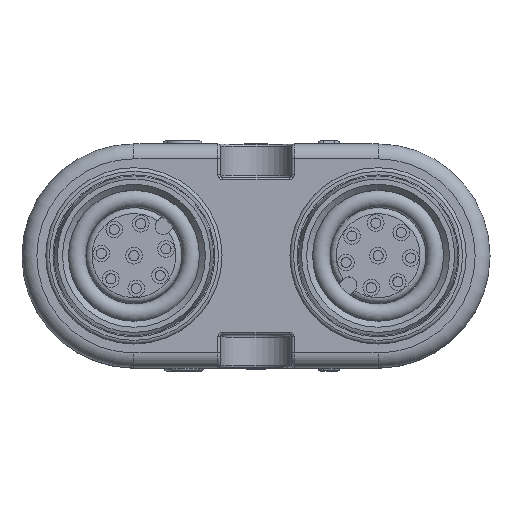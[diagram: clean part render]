
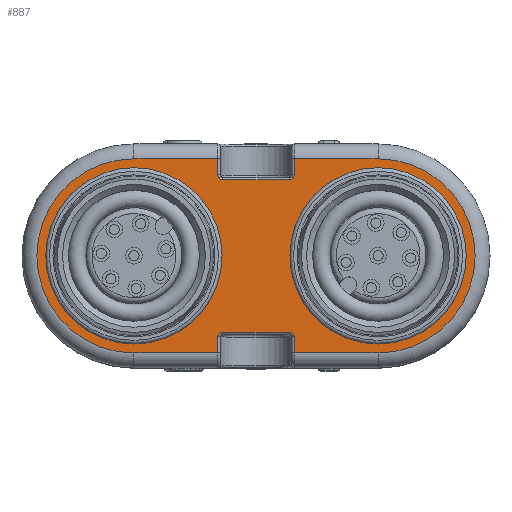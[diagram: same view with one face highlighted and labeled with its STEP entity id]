
A CAD part, top view. The second image highlights one B-rep face of the part: STEP entity #887.
In plain terms, the highlighted planar face has unit normal (0, 0, 1).
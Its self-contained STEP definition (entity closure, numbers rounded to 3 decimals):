
#887=ADVANCED_FACE('',(#1955,#1956,#1957),#1263,.F.);
#1263=PLANE('',#6379);
#1382=LINE('',#9389,#1610);
#1383=LINE('',#9392,#1611);
#1384=LINE('',#9396,#1612);
#1385=LINE('',#9400,#1613);
#1386=LINE('',#9402,#1614);
#1387=LINE('',#9406,#1615);
#1388=LINE('',#9408,#1616);
#1389=LINE('',#9412,#1617);
#1390=LINE('',#9416,#1618);
#1391=LINE('',#9418,#1619);
#1610=VECTOR('',#7405,1.);
#1611=VECTOR('',#7406,1.);
#1612=VECTOR('',#7409,1.);
#1613=VECTOR('',#7412,1.);
#1614=VECTOR('',#7413,1.);
#1615=VECTOR('',#7416,1.);
#1616=VECTOR('',#7417,1.);
#1617=VECTOR('',#7420,1.);
#1618=VECTOR('',#7423,1.);
#1619=VECTOR('',#7424,1.);
#1955=FACE_BOUND('',#2241,.T.);
#1956=FACE_BOUND('',#2242,.T.);
#1957=FACE_BOUND('',#2243,.T.);
#2241=EDGE_LOOP('',(#2876));
#2242=EDGE_LOOP('',(#2877));
#2243=EDGE_LOOP('',(#2878,#2879,#2880,#2881,#2882,#2883,#2884,#2885,#2886,
#2887,#2888,#2889,#2890,#2891,#2892,#2893));
#2876=ORIENTED_EDGE('',*,*,#4997,.T.);
#2877=ORIENTED_EDGE('',*,*,#5012,.T.);
#2878=ORIENTED_EDGE('',*,*,#5013,.T.);
#2879=ORIENTED_EDGE('',*,*,#5014,.T.);
#2880=ORIENTED_EDGE('',*,*,#5015,.T.);
#2881=ORIENTED_EDGE('',*,*,#5016,.T.);
#2882=ORIENTED_EDGE('',*,*,#5017,.T.);
#2883=ORIENTED_EDGE('',*,*,#5018,.T.);
#2884=ORIENTED_EDGE('',*,*,#5019,.T.);
#2885=ORIENTED_EDGE('',*,*,#5020,.T.);
#2886=ORIENTED_EDGE('',*,*,#5021,.T.);
#2887=ORIENTED_EDGE('',*,*,#5022,.T.);
#2888=ORIENTED_EDGE('',*,*,#5023,.T.);
#2889=ORIENTED_EDGE('',*,*,#5024,.T.);
#2890=ORIENTED_EDGE('',*,*,#5025,.T.);
#2891=ORIENTED_EDGE('',*,*,#5026,.T.);
#2892=ORIENTED_EDGE('',*,*,#5027,.T.);
#2893=ORIENTED_EDGE('',*,*,#5028,.T.);
#4436=VERTEX_POINT('',#9344);
#4450=VERTEX_POINT('',#9387);
#4451=VERTEX_POINT('',#9390);
#4452=VERTEX_POINT('',#9391);
#4453=VERTEX_POINT('',#9393);
#4454=VERTEX_POINT('',#9395);
#4455=VERTEX_POINT('',#9397);
#4456=VERTEX_POINT('',#9399);
#4457=VERTEX_POINT('',#9401);
#4458=VERTEX_POINT('',#9403);
#4459=VERTEX_POINT('',#9405);
#4460=VERTEX_POINT('',#9407);
#4461=VERTEX_POINT('',#9409);
#4462=VERTEX_POINT('',#9411);
#4463=VERTEX_POINT('',#9413);
#4464=VERTEX_POINT('',#9415);
#4465=VERTEX_POINT('',#9417);
#4466=VERTEX_POINT('',#9419);
#4997=EDGE_CURVE('',#4436,#4436,#5803,.T.);
#5012=EDGE_CURVE('',#4450,#4450,#5818,.T.);
#5013=EDGE_CURVE('',#4451,#4452,#1382,.T.);
#5014=EDGE_CURVE('',#4452,#4453,#1383,.T.);
#5015=EDGE_CURVE('',#4453,#4454,#5819,.T.);
#5016=EDGE_CURVE('',#4454,#4455,#1384,.T.);
#5017=EDGE_CURVE('',#4455,#4456,#5820,.T.);
#5018=EDGE_CURVE('',#4456,#4457,#1385,.T.);
#5019=EDGE_CURVE('',#4457,#4458,#1386,.T.);
#5020=EDGE_CURVE('',#4458,#4459,#5821,.T.);
#5021=EDGE_CURVE('',#4459,#4460,#1387,.T.);
#5022=EDGE_CURVE('',#4460,#4461,#1388,.T.);
#5023=EDGE_CURVE('',#4461,#4462,#5822,.T.);
#5024=EDGE_CURVE('',#4462,#4463,#1389,.T.);
#5025=EDGE_CURVE('',#4463,#4464,#5823,.T.);
#5026=EDGE_CURVE('',#4464,#4465,#1390,.T.);
#5027=EDGE_CURVE('',#4465,#4466,#1391,.T.);
#5028=EDGE_CURVE('',#4466,#4451,#5824,.T.);
#5803=CIRCLE('',#6342,7.4);
#5818=CIRCLE('',#6371,7.4);
#5819=CIRCLE('',#6373,0.4);
#5820=CIRCLE('',#6374,0.4);
#5821=CIRCLE('',#6375,8.15);
#5822=CIRCLE('',#6376,0.4);
#5823=CIRCLE('',#6377,0.4);
#5824=CIRCLE('',#6378,8.15);
#6342=AXIS2_PLACEMENT_3D('',#9343,#7343,#7344);
#6371=AXIS2_PLACEMENT_3D('',#9386,#7401,#7402);
#6373=AXIS2_PLACEMENT_3D('',#9394,#7407,#7408);
#6374=AXIS2_PLACEMENT_3D('',#9398,#7410,#7411);
#6375=AXIS2_PLACEMENT_3D('',#9404,#7414,#7415);
#6376=AXIS2_PLACEMENT_3D('',#9410,#7418,#7419);
#6377=AXIS2_PLACEMENT_3D('',#9414,#7421,#7422);
#6378=AXIS2_PLACEMENT_3D('',#9420,#7425,#7426);
#6379=AXIS2_PLACEMENT_3D('',#9421,#7427,#7428);
#7343=DIRECTION('',(0.,0.,-1.));
#7344=DIRECTION('',(-1.,0.,0.));
#7401=DIRECTION('',(0.,0.,-1.));
#7402=DIRECTION('',(-1.,0.,0.));
#7405=DIRECTION('',(-1.,0.,0.));
#7406=DIRECTION('',(0.,-1.,0.));
#7407=DIRECTION('',(0.,0.,-1.));
#7408=DIRECTION('',(-1.,0.,0.));
#7409=DIRECTION('',(-1.,0.,0.));
#7410=DIRECTION('',(0.,0.,-1.));
#7411=DIRECTION('',(-1.,0.,0.));
#7412=DIRECTION('',(0.,1.,0.));
#7413=DIRECTION('',(-1.,0.,0.));
#7414=DIRECTION('',(0.,0.,1.));
#7415=DIRECTION('',(-1.,0.,0.));
#7416=DIRECTION('',(1.,0.,0.));
#7417=DIRECTION('',(0.,1.,0.));
#7418=DIRECTION('',(0.,0.,-1.));
#7419=DIRECTION('',(-1.,0.,0.));
#7420=DIRECTION('',(1.,0.,0.));
#7421=DIRECTION('',(0.,0.,-1.));
#7422=DIRECTION('',(-1.,0.,0.));
#7423=DIRECTION('',(0.,-1.,0.));
#7424=DIRECTION('',(1.,0.,0.));
#7425=DIRECTION('',(0.,0.,1.));
#7426=DIRECTION('',(-1.,0.,0.));
#7427=DIRECTION('',(0.,0.,-1.));
#7428=DIRECTION('',(1.,0.,0.));
#9343=CARTESIAN_POINT('',(70.,79.4,15.));
#9344=CARTESIAN_POINT('',(62.6,79.4,15.));
#9386=CARTESIAN_POINT('',(90.5,79.4,15.));
#9387=CARTESIAN_POINT('',(83.1,79.4,15.));
#9389=CARTESIAN_POINT('',(83.25,87.55,15.));
#9390=CARTESIAN_POINT('',(90.5,87.55,15.));
#9391=CARTESIAN_POINT('',(83.45,87.55,15.));
#9392=CARTESIAN_POINT('',(83.45,86.2,15.));
#9393=CARTESIAN_POINT('',(83.45,86.2,15.));
#9394=CARTESIAN_POINT('',(83.05,86.2,15.));
#9395=CARTESIAN_POINT('',(83.05,85.8,15.));
#9396=CARTESIAN_POINT('',(70.,85.8,15.));
#9397=CARTESIAN_POINT('',(77.45,85.8,15.));
#9398=CARTESIAN_POINT('',(77.45,86.2,15.));
#9399=CARTESIAN_POINT('',(77.05,86.2,15.));
#9400=CARTESIAN_POINT('',(77.05,87.55,15.));
#9401=CARTESIAN_POINT('',(77.05,87.55,15.));
#9402=CARTESIAN_POINT('',(70.,87.55,15.));
#9403=CARTESIAN_POINT('',(70.,87.55,15.));
#9404=CARTESIAN_POINT('',(70.,79.4,15.));
#9405=CARTESIAN_POINT('',(70.,71.25,15.));
#9406=CARTESIAN_POINT('',(77.25,71.25,15.));
#9407=CARTESIAN_POINT('',(77.05,71.25,15.));
#9408=CARTESIAN_POINT('',(77.05,72.6,15.));
#9409=CARTESIAN_POINT('',(77.05,72.6,15.));
#9410=CARTESIAN_POINT('',(77.45,72.6,15.));
#9411=CARTESIAN_POINT('',(77.45,73.,15.));
#9412=CARTESIAN_POINT('',(70.,73.,15.));
#9413=CARTESIAN_POINT('',(83.05,73.,15.));
#9414=CARTESIAN_POINT('',(83.05,72.6,15.));
#9415=CARTESIAN_POINT('',(83.45,72.6,15.));
#9416=CARTESIAN_POINT('',(83.45,71.25,15.));
#9417=CARTESIAN_POINT('',(83.45,71.25,15.));
#9418=CARTESIAN_POINT('',(90.5,71.25,15.));
#9419=CARTESIAN_POINT('',(90.5,71.25,15.));
#9420=CARTESIAN_POINT('',(90.5,79.4,15.));
#9421=CARTESIAN_POINT('',(70.,79.4,15.));
